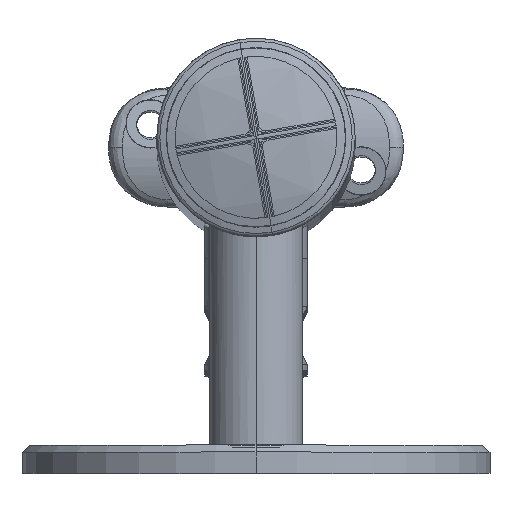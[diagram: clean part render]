
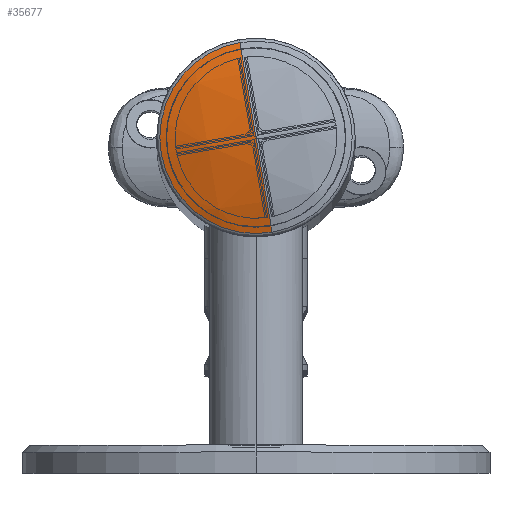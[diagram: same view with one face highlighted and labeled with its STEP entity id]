
A CAD part, top view. The second image highlights one B-rep face of the part: STEP entity #35677.
In plain terms, the highlighted spherical face has radius 58.18 mm.
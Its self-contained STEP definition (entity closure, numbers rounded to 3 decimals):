
#1468 = VERTEX_POINT ( 'NONE', #29764 ) ;
#4544 = CARTESIAN_POINT ( 'NONE',  ( -15.249, -20.553, 0. ) ) ;
#5438 = AXIS2_PLACEMENT_3D ( 'NONE', #29659, #13679, #39529 ) ;
#5784 = CARTESIAN_POINT ( 'NONE',  ( 39.18, 0., 0. ) ) ;
#6356 = ORIENTED_EDGE ( 'NONE', *, *, #8999, .F. ) ;
#7067 = AXIS2_PLACEMENT_3D ( 'NONE', #10294, #20364, #19959 ) ;
#7162 = EDGE_CURVE ( 'NONE', #14731, #1468, #17605, .T. ) ;
#8999 = EDGE_CURVE ( 'NONE', #33808, #1468, #30917, .T. ) ;
#10294 = CARTESIAN_POINT ( 'NONE',  ( -15.249, 0., 0. ) ) ;
#11586 = EDGE_LOOP ( 'NONE', ( #24608, #24633, #6356 ) ) ;
#12483 = DIRECTION ( 'NONE',  ( 0., 1., 0. ) ) ;
#13679 = DIRECTION ( 'NONE',  ( 0., 0., 1. ) ) ;
#14731 = VERTEX_POINT ( 'NONE', #4544 ) ;
#17605 = CIRCLE ( 'NONE', #39764, 58.18 ) ;
#19701 = CARTESIAN_POINT ( 'NONE',  ( 39.18, 0., 0. ) ) ;
#19959 = DIRECTION ( 'NONE',  ( 0., 1., 0. ) ) ;
#20364 = DIRECTION ( 'NONE',  ( -1., 0., 0. ) ) ;
#22239 = DIRECTION ( 'NONE',  ( 0., 0., -1. ) ) ;
#22506 = CIRCLE ( 'NONE', #7067, 20.553 ) ;
#24608 = ORIENTED_EDGE ( 'NONE', *, *, #33888, .T. ) ;
#24633 = ORIENTED_EDGE ( 'NONE', *, *, #7162, .T. ) ;
#28256 = SPHERICAL_SURFACE ( 'NONE', #36009, 58.18 ) ;
#29659 = CARTESIAN_POINT ( 'NONE',  ( 39.18, 0., 0. ) ) ;
#29764 = CARTESIAN_POINT ( 'NONE',  ( -19., 0., 0. ) ) ;
#30917 = CIRCLE ( 'NONE', #5438, 58.18 ) ;
#32371 = CARTESIAN_POINT ( 'NONE',  ( -15.249, 20.553, 0. ) ) ;
#32552 = DIRECTION ( 'NONE',  ( 0., 1., 0. ) ) ;
#33808 = VERTEX_POINT ( 'NONE', #32371 ) ;
#33888 = EDGE_CURVE ( 'NONE', #33808, #14731, #22506, .T. ) ;
#34781 = FACE_OUTER_BOUND ( 'NONE', #11586, .T. ) ;
#35677 = ADVANCED_FACE ( 'NONE', ( #34781 ), #28256, .T. ) ;
#36009 = AXIS2_PLACEMENT_3D ( 'NONE', #5784, #37923, #12483 ) ;
#37923 = DIRECTION ( 'NONE',  ( 0., 0., -1. ) ) ;
#39529 = DIRECTION ( 'NONE',  ( 1., 0., 0. ) ) ;
#39764 = AXIS2_PLACEMENT_3D ( 'NONE', #19701, #22239, #32552 ) ;
